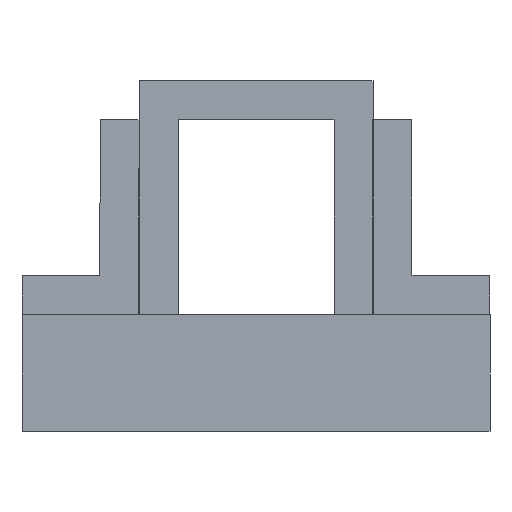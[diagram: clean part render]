
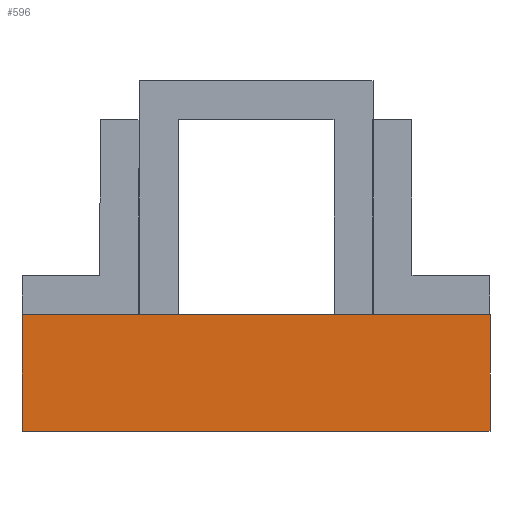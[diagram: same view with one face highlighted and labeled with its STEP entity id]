
A CAD part, front view. The second image highlights one B-rep face of the part: STEP entity #596.
In plain terms, the highlighted planar face has unit normal (0, -1, 0).
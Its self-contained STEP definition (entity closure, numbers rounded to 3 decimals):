
#71=PLANE('',#682);
#102=FACE_OUTER_BOUND('',#143,.T.);
#143=EDGE_LOOP('',(#536,#537,#538,#539));
#202=LINE('',#996,#263);
#203=LINE('',#998,#264);
#204=LINE('',#1000,#265);
#205=LINE('',#1001,#266);
#263=VECTOR('',#829,10.);
#264=VECTOR('',#830,10.);
#265=VECTOR('',#831,10.);
#266=VECTOR('',#832,10.);
#331=VERTEX_POINT('',#994);
#332=VERTEX_POINT('',#995);
#333=VERTEX_POINT('',#997);
#334=VERTEX_POINT('',#999);
#402=EDGE_CURVE('',#331,#332,#202,.T.);
#403=EDGE_CURVE('',#332,#333,#203,.T.);
#404=EDGE_CURVE('',#334,#333,#204,.T.);
#405=EDGE_CURVE('',#331,#334,#205,.T.);
#536=ORIENTED_EDGE('',*,*,#402,.T.);
#537=ORIENTED_EDGE('',*,*,#403,.T.);
#538=ORIENTED_EDGE('',*,*,#404,.F.);
#539=ORIENTED_EDGE('',*,*,#405,.F.);
#596=ADVANCED_FACE('',(#102),#71,.T.);
#682=AXIS2_PLACEMENT_3D('',#993,#827,#828);
#827=DIRECTION('center_axis',(0.,-1.,0.));
#828=DIRECTION('ref_axis',(1.,0.,0.));
#829=DIRECTION('',(1.,0.,0.));
#830=DIRECTION('',(0.,0.,1.));
#831=DIRECTION('',(1.,0.,0.));
#832=DIRECTION('',(0.,0.,1.));
#993=CARTESIAN_POINT('Origin',(-120.,-40.,0.));
#994=CARTESIAN_POINT('',(-120.,-40.,0.));
#995=CARTESIAN_POINT('',(0.,-40.,0.));
#996=CARTESIAN_POINT('',(-120.,-40.,0.));
#997=CARTESIAN_POINT('',(0.,-40.,30.));
#998=CARTESIAN_POINT('',(0.,-40.,0.));
#999=CARTESIAN_POINT('',(-120.,-40.,30.));
#1000=CARTESIAN_POINT('',(-120.,-40.,30.));
#1001=CARTESIAN_POINT('',(-120.,-40.,0.));
